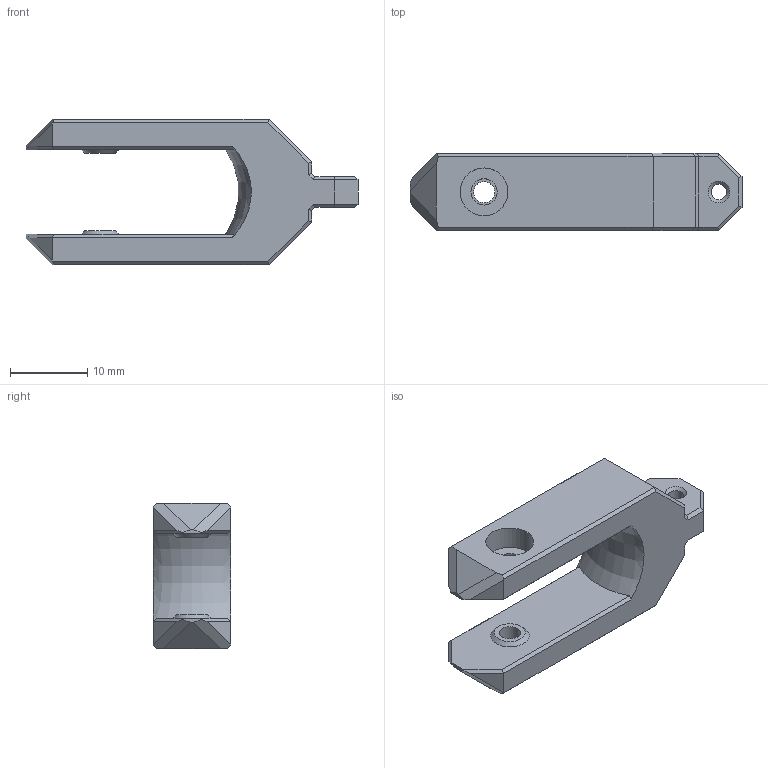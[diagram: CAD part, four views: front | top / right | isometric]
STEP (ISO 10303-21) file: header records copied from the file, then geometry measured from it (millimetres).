
FILE_DESCRIPTION (( 'STEP AP214' ), '1' );
FILE_NAME ('Bracket.STEP', '2024-04-11T21:45:13', ( '' ), ( '' ), 'SwSTEP 2.0', 'SolidWorks 2024', '' );
FILE_SCHEMA (( 'AUTOMOTIVE_DESIGN' ));
Length unit declared in the file: millimetre
Products named in the file (2): Bracket; Bracket^Pulley_Part5^Assem1
Assembly tree (1 placements, depth 2):
  Bracket
    Bracket^Pulley_Part5^Assem1
Bounding box: 43.03 x 10 x 18.87 mm (x, y, z)
Volume: 3546 mm3; surface area: 2347.2 mm2
Topology: 1 solids, 1 shells, 75 faces, 184 edges, 114 vertices
Faces by surface type: plane 66, cylinder 4, cone 4, torus 1
Full cylindrical faces by diameter (mm): 2 x1, 2.75 x1, 3.4 x1, 6.2 x1
Entity records: 2183 total; most frequent: CARTESIAN_POINT 419, ORIENTED_EDGE 344, DIRECTION 340, EDGE_CURVE 172, VECTOR 150, LINE 150, VERTEX_POINT 110, AXIS2_PLACEMENT_3D 95
